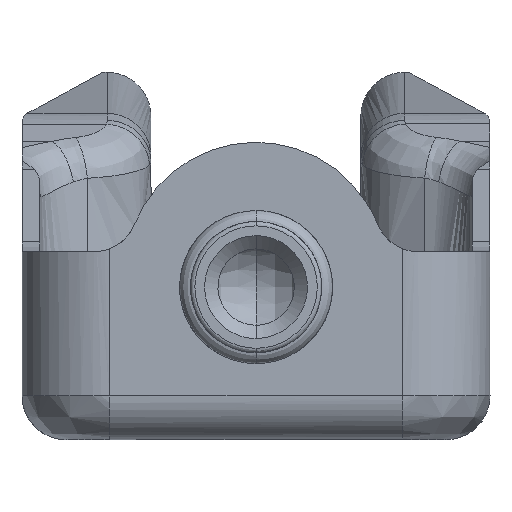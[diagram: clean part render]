
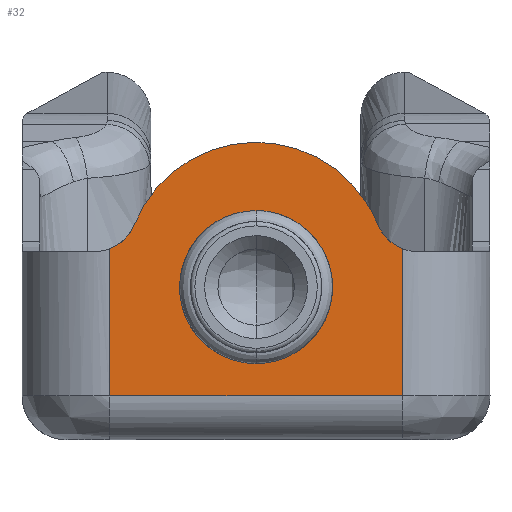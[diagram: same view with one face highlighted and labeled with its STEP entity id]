
A CAD part, front view. The second image highlights one B-rep face of the part: STEP entity #32.
In plain terms, the highlighted planar face has unit normal (0, -1, 0).
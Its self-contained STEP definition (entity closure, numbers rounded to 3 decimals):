
#32=ADVANCED_FACE('',(#215,#180),#2547,.T.);
#180=FACE_BOUND('',#382,.T.);
#215=FACE_OUTER_BOUND('',#381,.T.);
#381=EDGE_LOOP('',(#665,#666,#667,#668,#669,#670));
#382=EDGE_LOOP('',(#671,#672));
#665=ORIENTED_EDGE('',*,*,#1436,.F.);
#666=ORIENTED_EDGE('',*,*,#1444,.F.);
#667=ORIENTED_EDGE('',*,*,#1447,.F.);
#668=ORIENTED_EDGE('',*,*,#1419,.T.);
#669=ORIENTED_EDGE('',*,*,#1424,.F.);
#670=ORIENTED_EDGE('',*,*,#1423,.F.);
#671=ORIENTED_EDGE('',*,*,#1716,.F.);
#672=ORIENTED_EDGE('',*,*,#1724,.F.);
#1419=EDGE_CURVE('',#2239,#2238,#1988,.T.);
#1423=EDGE_CURVE('',#2241,#2242,#1990,.T.);
#1424=EDGE_CURVE('',#2242,#2238,#1991,.T.);
#1436=EDGE_CURVE('',#2243,#2241,#1782,.T.);
#1444=EDGE_CURVE('',#2244,#2243,#1785,.T.);
#1447=EDGE_CURVE('',#2239,#2244,#1787,.T.);
#1716=EDGE_CURVE('',#2245,#2246,#1906,.T.);
#1724=EDGE_CURVE('',#2246,#2245,#1913,.T.);
#1782=(
BOUNDED_CURVE()
B_SPLINE_CURVE(2,(#7318,#7319,#7320),.UNSPECIFIED.,.F.,.F.)
B_SPLINE_CURVE_WITH_KNOTS((3,3),(-8.202,0.),.UNSPECIFIED.)
CURVE()
GEOMETRIC_REPRESENTATION_ITEM()
RATIONAL_B_SPLINE_CURVE((1.,0.917,1.))
REPRESENTATION_ITEM('')
);
#1785=(
BOUNDED_CURVE()
B_SPLINE_CURVE(2,(#7337,#7338,#7339,#7340,#7341),.UNSPECIFIED.,.F.,.F.)
B_SPLINE_CURVE_WITH_KNOTS((3,2,3),(-71.184,-35.592,
0.),.UNSPECIFIED.)
CURVE()
GEOMETRIC_REPRESENTATION_ITEM()
RATIONAL_B_SPLINE_CURVE((1.,0.829,1.,0.829,1.))
REPRESENTATION_ITEM('')
);
#1787=(
BOUNDED_CURVE()
B_SPLINE_CURVE(2,(#7349,#7350,#7351),.UNSPECIFIED.,.F.,.F.)
B_SPLINE_CURVE_WITH_KNOTS((3,3),(-8.202,0.),.UNSPECIFIED.)
CURVE()
GEOMETRIC_REPRESENTATION_ITEM()
RATIONAL_B_SPLINE_CURVE((1.,0.917,1.))
REPRESENTATION_ITEM('')
);
#1906=(
BOUNDED_CURVE()
B_SPLINE_CURVE(2,(#8422,#8423,#8424,#8425,#8426),.UNSPECIFIED.,.F.,.F.)
B_SPLINE_CURVE_WITH_KNOTS((3,2,3),(-54.978,-27.489,
0.),.UNSPECIFIED.)
CURVE()
GEOMETRIC_REPRESENTATION_ITEM()
RATIONAL_B_SPLINE_CURVE((1.,0.707,1.,0.707,1.))
REPRESENTATION_ITEM('')
);
#1913=(
BOUNDED_CURVE()
B_SPLINE_CURVE(2,(#8457,#8458,#8459,#8460,#8461),.UNSPECIFIED.,.F.,.F.)
B_SPLINE_CURVE_WITH_KNOTS((3,2,3),(-54.978,-27.489,
0.),.UNSPECIFIED.)
CURVE()
GEOMETRIC_REPRESENTATION_ITEM()
RATIONAL_B_SPLINE_CURVE((1.,0.707,1.,0.707,1.))
REPRESENTATION_ITEM('')
);
#1988=B_SPLINE_CURVE_WITH_KNOTS('',1,(#7261,#7262),.UNSPECIFIED.,.F.,.F.,
(2,2),(-33.663,0.),.UNSPECIFIED.);
#1990=B_SPLINE_CURVE_WITH_KNOTS('',1,(#7279,#7280),.UNSPECIFIED.,.F.,.F.,
(2,2),(0.,33.663),.UNSPECIFIED.);
#1991=B_SPLINE_CURVE_WITH_KNOTS('',1,(#7281,#7282),.UNSPECIFIED.,.F.,.F.,
(2,2),(0.,67.),.UNSPECIFIED.);
#2238=VERTEX_POINT('',#6816);
#2239=VERTEX_POINT('',#6817);
#2241=VERTEX_POINT('',#6819);
#2242=VERTEX_POINT('',#6820);
#2243=VERTEX_POINT('',#6821);
#2244=VERTEX_POINT('',#6822);
#2245=VERTEX_POINT('',#6823);
#2246=VERTEX_POINT('',#6824);
#2547=PLANE('',#2670);
#2670=AXIS2_PLACEMENT_3D('',#3186,#2708,$);
#2708=DIRECTION('',(0.,-1.,0.));
#3186=CARTESIAN_POINT('',(40.606,-60.993,3.816));
#6816=CARTESIAN_POINT('',(-33.492,-61.006,9.989));
#6817=CARTESIAN_POINT('',(-33.503,-61.007,43.652));
#6819=CARTESIAN_POINT('',(33.497,-60.995,43.673));
#6820=CARTESIAN_POINT('',(33.508,-60.994,10.01));
#6821=CARTESIAN_POINT('',(27.806,-60.996,49.258));
#6822=CARTESIAN_POINT('',(-27.815,-61.006,49.241));
#6823=CARTESIAN_POINT('',(0.006,-61.,17.388));
#6824=CARTESIAN_POINT('',(-0.005,-61.001,52.388));
#7261=CARTESIAN_POINT('',(-33.503,-61.007,43.652));
#7262=CARTESIAN_POINT('',(-33.492,-61.006,9.989));
#7279=CARTESIAN_POINT('',(33.497,-60.995,43.673));
#7280=CARTESIAN_POINT('',(33.508,-60.994,10.01));
#7281=CARTESIAN_POINT('',(33.508,-60.994,10.01));
#7282=CARTESIAN_POINT('',(-33.492,-61.006,9.989));
#7318=CARTESIAN_POINT('',(27.806,-60.996,49.258));
#7319=CARTESIAN_POINT('',(29.438,-60.995,45.228));
#7320=CARTESIAN_POINT('',(33.497,-60.995,43.673));
#7337=CARTESIAN_POINT('',(-27.815,-61.006,49.241));
#7338=CARTESIAN_POINT('',(-20.236,-61.004,67.993));
#7339=CARTESIAN_POINT('',(-0.01,-61.001,67.999));
#7340=CARTESIAN_POINT('',(20.216,-60.997,68.006));
#7341=CARTESIAN_POINT('',(27.806,-60.996,49.258));
#7349=CARTESIAN_POINT('',(-33.503,-61.007,43.652));
#7350=CARTESIAN_POINT('',(-29.444,-61.006,45.21));
#7351=CARTESIAN_POINT('',(-27.815,-61.006,49.241));
#8422=CARTESIAN_POINT('',(0.006,-61.,17.388));
#8423=CARTESIAN_POINT('',(17.506,-60.997,17.394));
#8424=CARTESIAN_POINT('',(17.5,-60.997,34.894));
#8425=CARTESIAN_POINT('',(17.495,-60.998,52.394));
#8426=CARTESIAN_POINT('',(-0.005,-61.001,52.388));
#8457=CARTESIAN_POINT('',(-0.005,-61.001,52.388));
#8458=CARTESIAN_POINT('',(-17.505,-61.004,52.383));
#8459=CARTESIAN_POINT('',(-17.5,-61.004,34.883));
#8460=CARTESIAN_POINT('',(-17.494,-61.003,17.383));
#8461=CARTESIAN_POINT('',(0.006,-61.,17.388));
